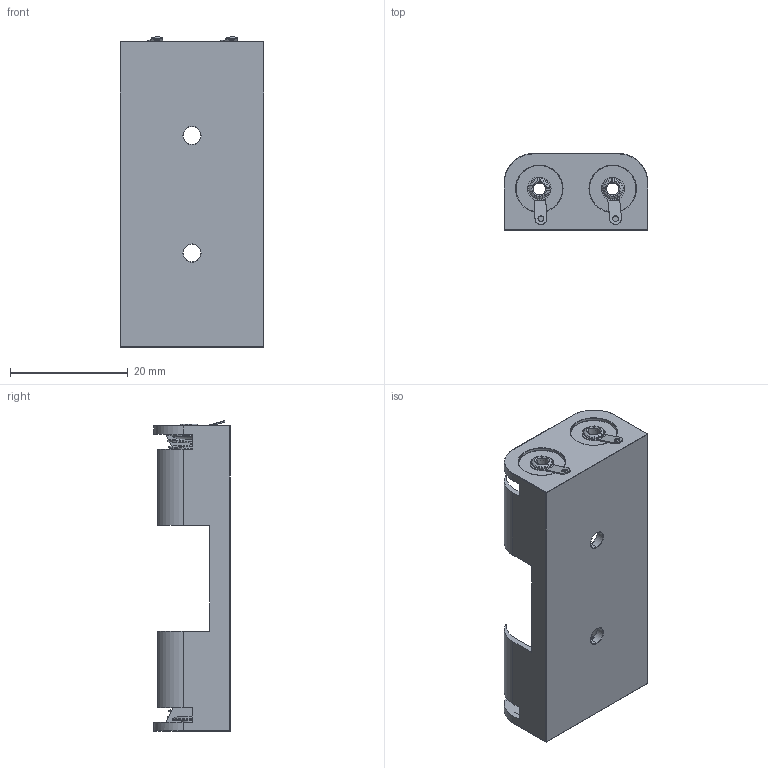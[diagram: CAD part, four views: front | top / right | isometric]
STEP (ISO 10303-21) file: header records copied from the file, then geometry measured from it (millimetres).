
FILE_DESCRIPTION (( 'STEP AP203' ), '1' );
FILE_NAME ('koszyk 2xAAA_203.STEP', '2012-12-19T14:44:48', ( 'Szczodro' ), ( 'Szczodro' ), 'SwSTEP 2.0', 'SolidWorks 2012', '' );
FILE_SCHEMA (( 'CONFIG_CONTROL_DESIGN' ));
Length unit declared in the file: millimetre
Products named in the file (5): koszyk 2xAAA_203; sprezyna; wstawka; wtyczka; battery holder 2 x AAA
Assembly tree (9 placements, depth 2):
  koszyk 2xAAA_203
    battery holder 2 x AAA
    wtyczka  x2
    wstawka  x4
    sprezyna  x2
Bounding box: 24.5 x 13 x 52.8 mm (x, y, z)
Volume: 3416.6 mm3; surface area: 6291.4 mm2
Topology: 9 solids, 9 shells, 346 faces, 786 edges, 450 vertices
Faces by surface type: torus 140, cylinder 102, plane 64, cone 32, sphere 4, bspline 4
Entity records: 7658 total; most frequent: CARTESIAN_POINT 2071, DIRECTION 1178, ORIENTED_EDGE 964, AXIS2_PLACEMENT_3D 490, EDGE_CURVE 482, VERTEX_POINT 290, CIRCLE 278, EDGE_LOOP 222
